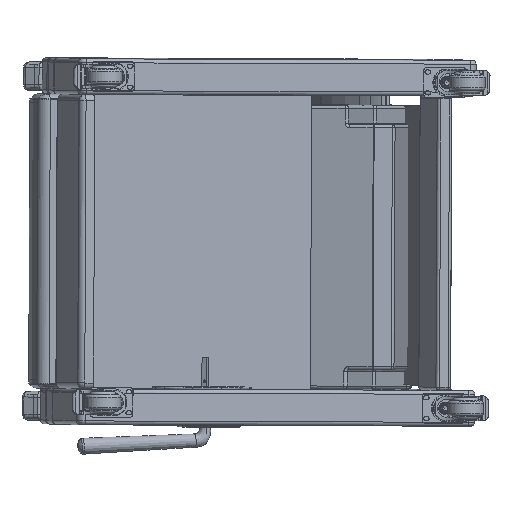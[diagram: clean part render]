
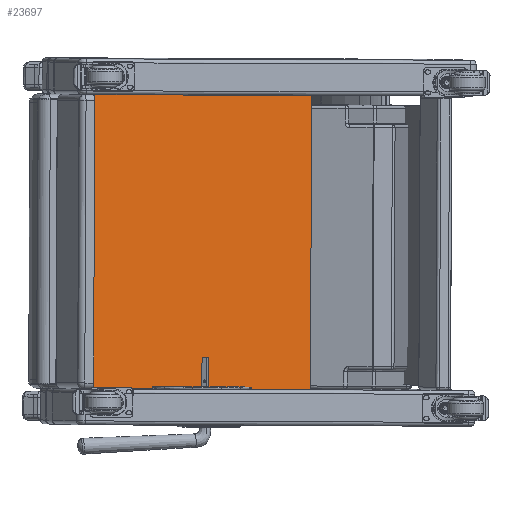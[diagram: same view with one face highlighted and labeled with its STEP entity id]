
A CAD part, front view. The second image highlights one B-rep face of the part: STEP entity #23697.
In plain terms, the highlighted face is planar.
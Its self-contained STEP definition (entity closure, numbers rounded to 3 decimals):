
#1474=PLANE('',#25838);
#2719=FACE_OUTER_BOUND('',#4160,.T.);
#4160=EDGE_LOOP('',(#17528,#17529,#17530,#17531));
#5642=LINE('',#44916,#7261);
#5649=LINE('',#44930,#7268);
#5651=LINE('',#44933,#7270);
#5654=LINE('',#44940,#7273);
#7261=VECTOR('',#29497,0.394);
#7268=VECTOR('',#29506,0.394);
#7270=VECTOR('',#29510,0.394);
#7273=VECTOR('',#29521,0.394);
#10415=VERTEX_POINT('',#44913);
#10416=VERTEX_POINT('',#44915);
#10421=VERTEX_POINT('',#44927);
#10422=VERTEX_POINT('',#44929);
#13169=EDGE_CURVE('',#10415,#10416,#5642,.T.);
#13176=EDGE_CURVE('',#10421,#10422,#5649,.T.);
#13178=EDGE_CURVE('',#10415,#10422,#5651,.T.);
#13181=EDGE_CURVE('',#10421,#10416,#5654,.T.);
#17528=ORIENTED_EDGE('',*,*,#13181,.T.);
#17529=ORIENTED_EDGE('',*,*,#13169,.F.);
#17530=ORIENTED_EDGE('',*,*,#13178,.T.);
#17531=ORIENTED_EDGE('',*,*,#13176,.F.);
#23697=ADVANCED_FACE('',(#2719),#1474,.T.);
#25838=AXIS2_PLACEMENT_3D('',#44941,#29522,#29523);
#29497=DIRECTION('',(1.,0.,0.));
#29506=DIRECTION('',(-1.,0.,0.));
#29510=DIRECTION('',(0.,0.,-1.));
#29521=DIRECTION('',(0.,0.,1.));
#29522=DIRECTION('center_axis',(0.,-1.,0.));
#29523=DIRECTION('ref_axis',(1.,0.,0.));
#44913=CARTESIAN_POINT('',(-12.334,-1.974,12.313));
#44915=CARTESIAN_POINT('',(6.683,-1.974,12.313));
#44916=CARTESIAN_POINT('',(-12.334,-1.974,12.313));
#44927=CARTESIAN_POINT('',(6.683,-1.974,-12.313));
#44929=CARTESIAN_POINT('',(-12.334,-1.974,-12.313));
#44930=CARTESIAN_POINT('',(-12.334,-1.974,-12.313));
#44933=CARTESIAN_POINT('',(-12.334,-1.974,0.));
#44940=CARTESIAN_POINT('',(6.683,-1.974,0.));
#44941=CARTESIAN_POINT('Origin',(-12.334,-1.974,0.));
